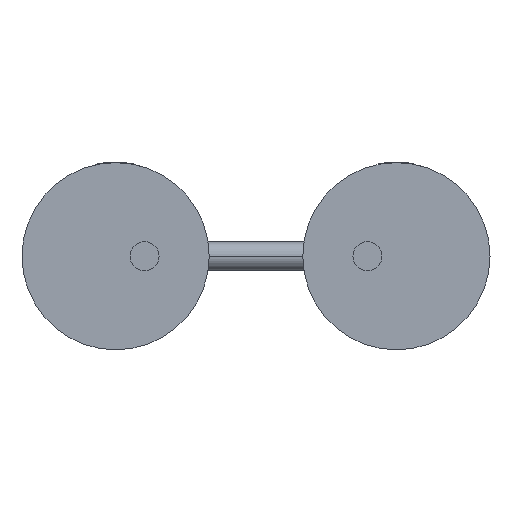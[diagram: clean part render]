
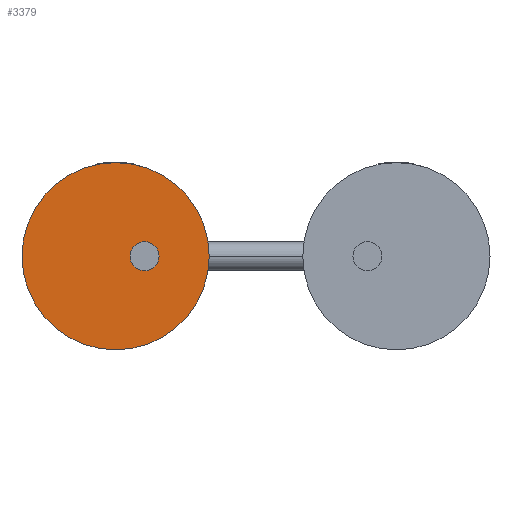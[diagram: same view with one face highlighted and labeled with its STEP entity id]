
A CAD part, front view. The second image highlights one B-rep face of the part: STEP entity #3379.
In plain terms, the highlighted planar face has unit normal (0, -1, 0).
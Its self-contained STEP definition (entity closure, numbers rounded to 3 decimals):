
#327 = DIRECTION ( 'NONE',  ( 0., 0., 1. ) ) ;
#553 = DIRECTION ( 'NONE',  ( 0., 1., 0. ) ) ;
#713 = DIRECTION ( 'NONE',  ( 0., 1., 0. ) ) ;
#906 = VERTEX_POINT ( 'NONE', #5037 ) ;
#971 = PLANE ( 'NONE',  #3881 ) ;
#1018 = CIRCLE ( 'NONE', #3601, 0.325 ) ;
#1038 = EDGE_CURVE ( 'NONE', #906, #3572, #3910, .T. ) ;
#1136 = DIRECTION ( 'NONE',  ( 0., 1., 0. ) ) ;
#1214 = DIRECTION ( 'NONE',  ( 0., 0., 1. ) ) ;
#1459 = DIRECTION ( 'NONE',  ( 0., 0., 1. ) ) ;
#1551 = DIRECTION ( 'NONE',  ( 0., 0., 1. ) ) ;
#1719 = AXIS2_PLACEMENT_3D ( 'NONE', #4415, #1848, #1459 ) ;
#1782 = ORIENTED_EDGE ( 'NONE', *, *, #3195, .F. ) ;
#1848 = DIRECTION ( 'NONE',  ( 0., -1., 0. ) ) ;
#2600 = CIRCLE ( 'NONE', #1719, 0.325 ) ;
#2766 = FACE_OUTER_BOUND ( 'NONE', #4859, .T. ) ;
#2884 = EDGE_CURVE ( 'NONE', #3572, #906, #3160, .T. ) ;
#3160 = CIRCLE ( 'NONE', #4075, 2.1 ) ;
#3195 = EDGE_CURVE ( 'NONE', #4177, #3653, #1018, .T. ) ;
#3313 = CARTESIAN_POINT ( 'NONE',  ( 0., 0., 0. ) ) ;
#3379 = ADVANCED_FACE ( 'NONE', ( #2766, #4437 ), #971, .F. ) ;
#3474 = AXIS2_PLACEMENT_3D ( 'NONE', #3670, #713, #5344 ) ;
#3570 = ORIENTED_EDGE ( 'NONE', *, *, #2884, .F. ) ;
#3572 = VERTEX_POINT ( 'NONE', #4917 ) ;
#3582 = ORIENTED_EDGE ( 'NONE', *, *, #5017, .F. ) ;
#3601 = AXIS2_PLACEMENT_3D ( 'NONE', #4712, #5044, #327 ) ;
#3653 = VERTEX_POINT ( 'NONE', #3737 ) ;
#3670 = CARTESIAN_POINT ( 'NONE',  ( 0., 0., 0. ) ) ;
#3737 = CARTESIAN_POINT ( 'NONE',  ( 0.65, 0., 0.325 ) ) ;
#3881 = AXIS2_PLACEMENT_3D ( 'NONE', #5269, #553, #1551 ) ;
#3910 = CIRCLE ( 'NONE', #3474, 2.1 ) ;
#4075 = AXIS2_PLACEMENT_3D ( 'NONE', #3313, #1136, #1214 ) ;
#4177 = VERTEX_POINT ( 'NONE', #4407 ) ;
#4387 = EDGE_LOOP ( 'NONE', ( #3582, #1782 ) ) ;
#4407 = CARTESIAN_POINT ( 'NONE',  ( 0.65, 0., -0.325 ) ) ;
#4415 = CARTESIAN_POINT ( 'NONE',  ( 0.65, 0., 0. ) ) ;
#4437 = FACE_BOUND ( 'NONE', #4387, .T. ) ;
#4712 = CARTESIAN_POINT ( 'NONE',  ( 0.65, 0., 0. ) ) ;
#4859 = EDGE_LOOP ( 'NONE', ( #3570, #5381 ) ) ;
#4917 = CARTESIAN_POINT ( 'NONE',  ( 0., 0., -2.1 ) ) ;
#5017 = EDGE_CURVE ( 'NONE', #3653, #4177, #2600, .T. ) ;
#5037 = CARTESIAN_POINT ( 'NONE',  ( 0., 0., 2.1 ) ) ;
#5044 = DIRECTION ( 'NONE',  ( 0., -1., 0. ) ) ;
#5269 = CARTESIAN_POINT ( 'NONE',  ( 0., 0., 0. ) ) ;
#5344 = DIRECTION ( 'NONE',  ( 0., 0., 1. ) ) ;
#5381 = ORIENTED_EDGE ( 'NONE', *, *, #1038, .F. ) ;
